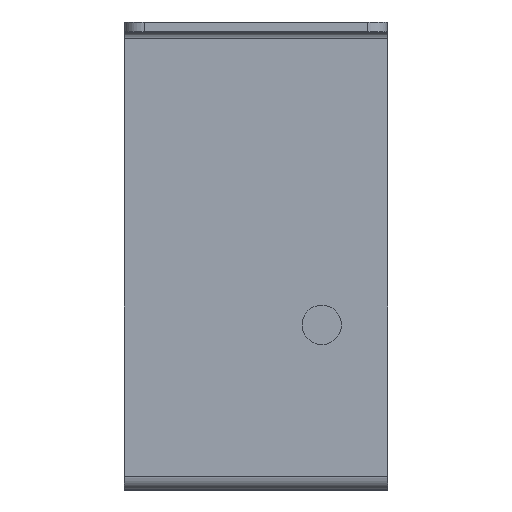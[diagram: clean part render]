
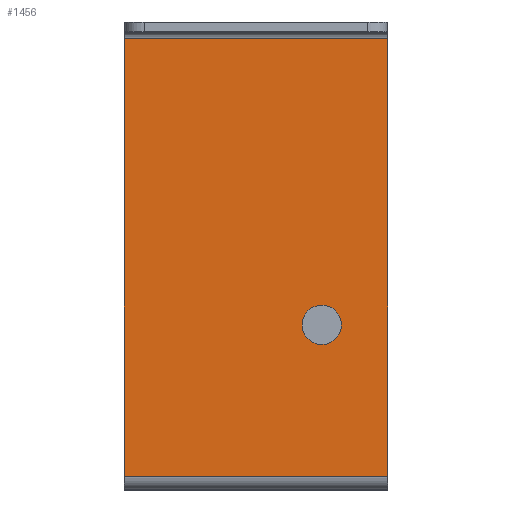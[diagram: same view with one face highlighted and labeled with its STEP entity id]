
A CAD part, top view. The second image highlights one B-rep face of the part: STEP entity #1456.
In plain terms, the highlighted planar face has unit normal (0, 0, 1).
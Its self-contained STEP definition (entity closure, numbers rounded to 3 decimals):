
#101 = DIRECTION ( 'NONE',  ( 0., 0., -1. ) ) ;
#158 = VERTEX_POINT ( 'NONE', #931 ) ;
#169 = CARTESIAN_POINT ( 'NONE',  ( 208.144, 566., 31.5 ) ) ;
#181 = VECTOR ( 'NONE', #296, 1000. ) ;
#208 = ORIENTED_EDGE ( 'NONE', *, *, #1824, .T. ) ;
#258 = VERTEX_POINT ( 'NONE', #1001 ) ;
#264 = VECTOR ( 'NONE', #1218, 1000. ) ;
#296 = DIRECTION ( 'NONE',  ( 0., -1., 0. ) ) ;
#320 = FACE_BOUND ( 'NONE', #1950, .T. ) ;
#337 = ORIENTED_EDGE ( 'NONE', *, *, #1173, .F. ) ;
#345 = CARTESIAN_POINT ( 'NONE',  ( 149., 589., 31.5 ) ) ;
#346 = VECTOR ( 'NONE', #621, 1000. ) ;
#380 = VERTEX_POINT ( 'NONE', #1019 ) ;
#402 = DIRECTION ( 'NONE',  ( 1., 0., 0. ) ) ;
#412 = AXIS2_PLACEMENT_3D ( 'NONE', #952, #101, #1933 ) ;
#426 = AXIS2_PLACEMENT_3D ( 'NONE', #1886, #913, #402 ) ;
#469 = CARTESIAN_POINT ( 'NONE',  ( 116., 564., 31.5 ) ) ;
#508 = CARTESIAN_POINT ( 'NONE',  ( 156., 566., 31.5 ) ) ;
#550 = CARTESIAN_POINT ( 'NONE',  ( 156., 632.5, 31.5 ) ) ;
#580 = LINE ( 'NONE', #550, #264 ) ;
#621 = DIRECTION ( 'NONE',  ( 0., -1., 0. ) ) ;
#663 = LINE ( 'NONE', #169, #1926 ) ;
#688 = EDGE_CURVE ( 'NONE', #1288, #380, #1995, .T. ) ;
#709 = FACE_OUTER_BOUND ( 'NONE', #1976, .T. ) ;
#754 = EDGE_CURVE ( 'NONE', #1787, #1207, #1615, .T. ) ;
#838 = DIRECTION ( 'NONE',  ( -1., 0., 0. ) ) ;
#880 = ORIENTED_EDGE ( 'NONE', *, *, #688, .T. ) ;
#908 = ORIENTED_EDGE ( 'NONE', *, *, #1863, .T. ) ;
#913 = DIRECTION ( 'NONE',  ( 0., 0., 1. ) ) ;
#931 = CARTESIAN_POINT ( 'NONE',  ( 116., 632.5, 31.5 ) ) ;
#938 = DIRECTION ( 'NONE',  ( 0., 0., -1. ) ) ;
#952 = CARTESIAN_POINT ( 'NONE',  ( 146., 589., 31.5 ) ) ;
#1001 = CARTESIAN_POINT ( 'NONE',  ( 116., 566., 31.5 ) ) ;
#1019 = CARTESIAN_POINT ( 'NONE',  ( 143., 589., 31.5 ) ) ;
#1059 = PLANE ( 'NONE',  #426 ) ;
#1173 = EDGE_CURVE ( 'NONE', #1207, #258, #663, .T. ) ;
#1207 = VERTEX_POINT ( 'NONE', #508 ) ;
#1218 = DIRECTION ( 'NONE',  ( -1., 0., 0. ) ) ;
#1270 = LINE ( 'NONE', #469, #181 ) ;
#1288 = VERTEX_POINT ( 'NONE', #345 ) ;
#1378 = CARTESIAN_POINT ( 'NONE',  ( 156., 632.5, 31.5 ) ) ;
#1456 = ADVANCED_FACE ( 'NONE', ( #320, #709 ), #1059, .T. ) ;
#1615 = LINE ( 'NONE', #2121, #346 ) ;
#1635 = CIRCLE ( 'NONE', #412, 3. ) ;
#1745 = ORIENTED_EDGE ( 'NONE', *, *, #2062, .T. ) ;
#1787 = VERTEX_POINT ( 'NONE', #1378 ) ;
#1824 = EDGE_CURVE ( 'NONE', #1787, #158, #580, .T. ) ;
#1863 = EDGE_CURVE ( 'NONE', #380, #1288, #1635, .T. ) ;
#1886 = CARTESIAN_POINT ( 'NONE',  ( 156., 564., 31.5 ) ) ;
#1926 = VECTOR ( 'NONE', #838, 1000. ) ;
#1933 = DIRECTION ( 'NONE',  ( 1., 0., 0. ) ) ;
#1942 = DIRECTION ( 'NONE',  ( 1., 0., 0. ) ) ;
#1950 = EDGE_LOOP ( 'NONE', ( #880, #908 ) ) ;
#1976 = EDGE_LOOP ( 'NONE', ( #2170, #208, #1745, #337 ) ) ;
#1995 = CIRCLE ( 'NONE', #2066, 3. ) ;
#2062 = EDGE_CURVE ( 'NONE', #158, #258, #1270, .T. ) ;
#2066 = AXIS2_PLACEMENT_3D ( 'NONE', #2097, #938, #1942 ) ;
#2097 = CARTESIAN_POINT ( 'NONE',  ( 146., 589., 31.5 ) ) ;
#2121 = CARTESIAN_POINT ( 'NONE',  ( 156., 564., 31.5 ) ) ;
#2170 = ORIENTED_EDGE ( 'NONE', *, *, #754, .F. ) ;
